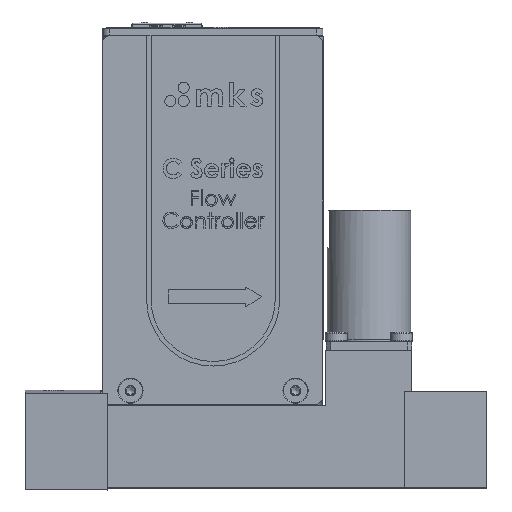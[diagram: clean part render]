
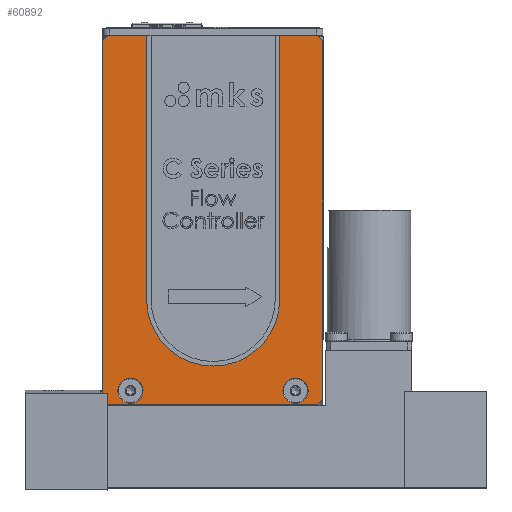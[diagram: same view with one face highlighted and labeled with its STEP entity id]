
A CAD part, top view. The second image highlights one B-rep face of the part: STEP entity #60892.
In plain terms, the highlighted planar face has unit normal (0, 0, 1).
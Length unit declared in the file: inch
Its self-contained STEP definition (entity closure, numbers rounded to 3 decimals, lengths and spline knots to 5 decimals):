
#813 = LINE ( 'NONE', #111495, #74360 ) ;
#1089 = DIRECTION ( 'NONE',  ( 1., 0., 0. ) ) ;
#1138 = LINE ( 'NONE', #102412, #91367 ) ;
#1815 = CARTESIAN_POINT ( 'NONE',  ( -0.35653, -0.179, 0.498 ) ) ;
#1923 = CARTESIAN_POINT ( 'NONE',  ( 1.61347, -0.179, 0.498 ) ) ;
#2456 = EDGE_CURVE ( 'NONE', #95290, #95290, #33300, .T. ) ;
#5458 = ORIENTED_EDGE ( 'NONE', *, *, #110827, .T. ) ;
#5968 = VERTEX_POINT ( 'NONE', #99462 ) ;
#7963 = DIRECTION ( 'NONE',  ( 0., 0., 1. ) ) ;
#8153 = VERTEX_POINT ( 'NONE', #30715 ) ;
#8514 = CARTESIAN_POINT ( 'NONE',  ( -0.35653, -0.129, 0.498 ) ) ;
#9115 = ORIENTED_EDGE ( 'NONE', *, *, #120400, .F. ) ;
#9849 = LINE ( 'NONE', #62413, #80334 ) ;
#10655 = ORIENTED_EDGE ( 'NONE', *, *, #69156, .T. ) ;
#10767 = CARTESIAN_POINT ( 'NONE',  ( 1.61347, 3.076, 0.498 ) ) ;
#10846 = FACE_OUTER_BOUND ( 'NONE', #107858, .T. ) ;
#11456 = DIRECTION ( 'NONE',  ( -1., 0., 0. ) ) ;
#11996 = VERTEX_POINT ( 'NONE', #104790 ) ;
#12016 = VECTOR ( 'NONE', #65958, 39.37008 ) ;
#17028 = DIRECTION ( 'NONE',  ( 0., 0., 1. ) ) ;
#17670 = ORIENTED_EDGE ( 'NONE', *, *, #98784, .T. ) ;
#19805 = VECTOR ( 'NONE', #37894, 39.37008 ) ;
#23528 = VERTEX_POINT ( 'NONE', #70296 ) ;
#24291 = VECTOR ( 'NONE', #25579, 39.37008 ) ;
#25579 = DIRECTION ( 'NONE',  ( -0.707, -0.707, 0. ) ) ;
#26669 = EDGE_CURVE ( 'NONE', #69123, #23528, #123320, .T. ) ;
#27345 = VERTEX_POINT ( 'NONE', #83206 ) ;
#27813 = ORIENTED_EDGE ( 'NONE', *, *, #56778, .T. ) ;
#28219 = CARTESIAN_POINT ( 'NONE',  ( -0.35653, -0.179, 0.498 ) ) ;
#28883 = EDGE_CURVE ( 'NONE', #100297, #92464, #1138, .T. ) ;
#30715 = CARTESIAN_POINT ( 'NONE',  ( 1.15447, 3.001, 0.498 ) ) ;
#33300 = CIRCLE ( 'NONE', #102283, 0.1125 ) ;
#34234 = ORIENTED_EDGE ( 'NONE', *, *, #101514, .F. ) ;
#36323 = FACE_BOUND ( 'NONE', #88485, .T. ) ;
#37672 = ORIENTED_EDGE ( 'NONE', *, *, #50150, .T. ) ;
#37894 = DIRECTION ( 'NONE',  ( 0., -1., 0. ) ) ;
#40448 = DIRECTION ( 'NONE',  ( 0., 1., 0. ) ) ;
#42824 = ORIENTED_EDGE ( 'NONE', *, *, #28883, .T. ) ;
#42974 = LINE ( 'NONE', #1923, #91085 ) ;
#48986 = AXIS2_PLACEMENT_3D ( 'NONE', #74517, #17028, #84129 ) ;
#49246 = CARTESIAN_POINT ( 'NONE',  ( -0.30653, 3.126, 0.498 ) ) ;
#50150 = EDGE_CURVE ( 'NONE', #11996, #108780, #59737, .T. ) ;
#51049 = EDGE_CURVE ( 'NONE', #8153, #8153, #68732, .T. ) ;
#51428 = CIRCLE ( 'NONE', #48986, 0.086 ) ;
#52188 = ORIENTED_EDGE ( 'NONE', *, *, #51049, .F. ) ;
#52781 = CIRCLE ( 'NONE', #68736, 0.1125 ) ;
#56778 = EDGE_CURVE ( 'NONE', #23528, #100297, #115878, .T. ) ;
#56803 = CARTESIAN_POINT ( 'NONE',  ( -0.30653, -0.179, 0.498 ) ) ;
#57266 = CARTESIAN_POINT ( 'NONE',  ( -0.10753, -0.053, 0.498 ) ) ;
#58467 = DIRECTION ( 'NONE',  ( 0., 0., 1. ) ) ;
#59737 = LINE ( 'NONE', #123201, #110795 ) ;
#60892 = ADVANCED_FACE ( 'NONE', ( #64880, #36323, #87388, #61824, #10846 ), #78144, .F. ) ;
#61448 = ORIENTED_EDGE ( 'NONE', *, *, #124264, .T. ) ;
#61824 = FACE_BOUND ( 'NONE', #81187, .T. ) ;
#62413 = CARTESIAN_POINT ( 'NONE',  ( -0.35653, 3.126, 0.498 ) ) ;
#64339 = ORIENTED_EDGE ( 'NONE', *, *, #2456, .F. ) ;
#64880 = FACE_BOUND ( 'NONE', #119160, .T. ) ;
#65406 = CARTESIAN_POINT ( 'NONE',  ( 1.06847, 3.001, 0.498 ) ) ;
#65821 = DIRECTION ( 'NONE',  ( 0.707, 0.707, 0. ) ) ;
#65958 = DIRECTION ( 'NONE',  ( 1., 0., 0. ) ) ;
#66997 = DIRECTION ( 'NONE',  ( 1., 0., 0. ) ) ;
#67984 = VERTEX_POINT ( 'NONE', #80656 ) ;
#68732 = CIRCLE ( 'NONE', #75496, 0.086 ) ;
#68736 = AXIS2_PLACEMENT_3D ( 'NONE', #115971, #58467, #1089 ) ;
#68932 = DIRECTION ( 'NONE',  ( 0., 0., -1. ) ) ;
#69123 = VERTEX_POINT ( 'NONE', #49246 ) ;
#69156 = EDGE_CURVE ( 'NONE', #108780, #76184, #42974, .T. ) ;
#69959 = EDGE_LOOP ( 'NONE', ( #64339 ) ) ;
#70296 = CARTESIAN_POINT ( 'NONE',  ( -0.35653, 3.076, 0.498 ) ) ;
#74360 = VECTOR ( 'NONE', #121112, 39.37008 ) ;
#74517 = CARTESIAN_POINT ( 'NONE',  ( 0.86847, 3.001, 0.498 ) ) ;
#75084 = DIRECTION ( 'NONE',  ( 1., 0., 0. ) ) ;
#75496 = AXIS2_PLACEMENT_3D ( 'NONE', #65406, #7963, #75084 ) ;
#76184 = VERTEX_POINT ( 'NONE', #10767 ) ;
#78144 = PLANE ( 'NONE',  #111024 ) ;
#80334 = VECTOR ( 'NONE', #101445, 39.37008 ) ;
#80656 = CARTESIAN_POINT ( 'NONE',  ( 0.95447, 3.001, 0.498 ) ) ;
#81187 = EDGE_LOOP ( 'NONE', ( #9115 ) ) ;
#83206 = CARTESIAN_POINT ( 'NONE',  ( 1.48097, -0.053, 0.498 ) ) ;
#84129 = DIRECTION ( 'NONE',  ( 1., 0., 0. ) ) ;
#85236 = CARTESIAN_POINT ( 'NONE',  ( -0.35653, -0.179, 0.498 ) ) ;
#86773 = CARTESIAN_POINT ( 'NONE',  ( 1.61347, -0.129, 0.498 ) ) ;
#87388 = FACE_BOUND ( 'NONE', #69959, .T. ) ;
#88485 = EDGE_LOOP ( 'NONE', ( #34234 ) ) ;
#91085 = VECTOR ( 'NONE', #40448, 39.37008 ) ;
#91367 = VECTOR ( 'NONE', #121669, 39.37008 ) ;
#92464 = VERTEX_POINT ( 'NONE', #56803 ) ;
#92757 = CARTESIAN_POINT ( 'NONE',  ( -0.30653, 3.126, 0.498 ) ) ;
#95290 = VERTEX_POINT ( 'NONE', #105451 ) ;
#98784 = EDGE_CURVE ( 'NONE', #92464, #11996, #108009, .T. ) ;
#99462 = CARTESIAN_POINT ( 'NONE',  ( 1.56347, 3.126, 0.498 ) ) ;
#100297 = VERTEX_POINT ( 'NONE', #8514 ) ;
#101445 = DIRECTION ( 'NONE',  ( -1., 0., 0. ) ) ;
#101514 = EDGE_CURVE ( 'NONE', #67984, #67984, #51428, .T. ) ;
#102283 = AXIS2_PLACEMENT_3D ( 'NONE', #57266, #124361, #66997 ) ;
#102412 = CARTESIAN_POINT ( 'NONE',  ( -0.35653, -0.129, 0.498 ) ) ;
#104790 = CARTESIAN_POINT ( 'NONE',  ( 1.56347, -0.179, 0.498 ) ) ;
#105451 = CARTESIAN_POINT ( 'NONE',  ( 0.00497, -0.053, 0.498 ) ) ;
#107858 = EDGE_LOOP ( 'NONE', ( #27813, #42824, #17670, #37672, #10655, #5458, #61448, #119374 ) ) ;
#108009 = LINE ( 'NONE', #85236, #12016 ) ;
#108780 = VERTEX_POINT ( 'NONE', #86773 ) ;
#110795 = VECTOR ( 'NONE', #65821, 39.37008 ) ;
#110827 = EDGE_CURVE ( 'NONE', #76184, #5968, #813, .T. ) ;
#111024 = AXIS2_PLACEMENT_3D ( 'NONE', #1815, #68932, #11456 ) ;
#111495 = CARTESIAN_POINT ( 'NONE',  ( 1.61347, 3.076, 0.498 ) ) ;
#115878 = LINE ( 'NONE', #28219, #19805 ) ;
#115971 = CARTESIAN_POINT ( 'NONE',  ( 1.36847, -0.053, 0.498 ) ) ;
#119160 = EDGE_LOOP ( 'NONE', ( #52188 ) ) ;
#119374 = ORIENTED_EDGE ( 'NONE', *, *, #26669, .T. ) ;
#120400 = EDGE_CURVE ( 'NONE', #27345, #27345, #52781, .T. ) ;
#121112 = DIRECTION ( 'NONE',  ( -0.707, 0.707, 0. ) ) ;
#121669 = DIRECTION ( 'NONE',  ( 0.707, -0.707, 0. ) ) ;
#123201 = CARTESIAN_POINT ( 'NONE',  ( 1.56347, -0.179, 0.498 ) ) ;
#123320 = LINE ( 'NONE', #92757, #24291 ) ;
#124264 = EDGE_CURVE ( 'NONE', #5968, #69123, #9849, .T. ) ;
#124361 = DIRECTION ( 'NONE',  ( 0., 0., 1. ) ) ;
